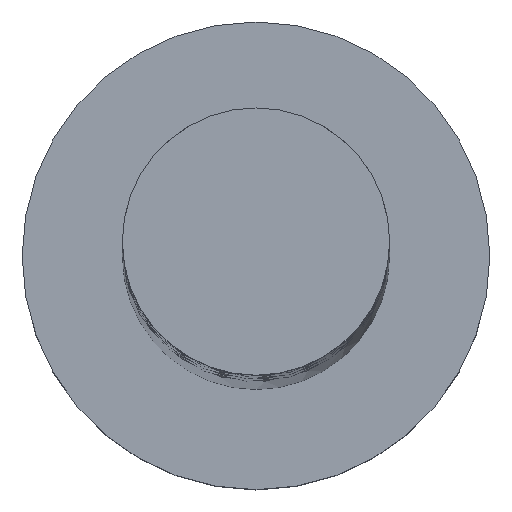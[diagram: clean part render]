
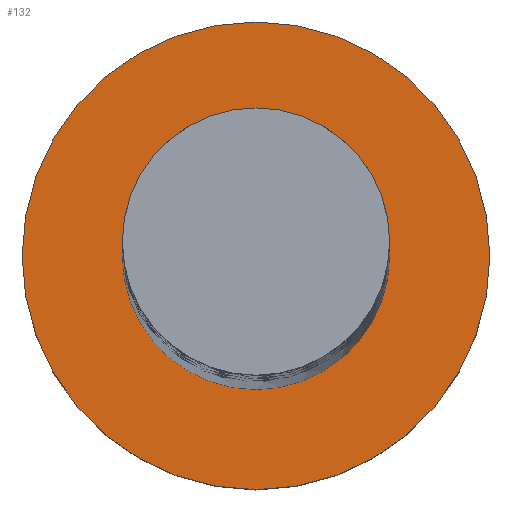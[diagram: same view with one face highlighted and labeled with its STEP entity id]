
A CAD part, top view. The second image highlights one B-rep face of the part: STEP entity #132.
In plain terms, the highlighted planar face has unit normal (0, 0, 1).
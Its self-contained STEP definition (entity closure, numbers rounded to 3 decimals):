
#3 = VERTEX_POINT ( 'NONE', #682 ) ;
#103 = CIRCLE ( 'NONE', #1749, 4. ) ;
#132 = ADVANCED_FACE ( 'NONE', ( #1534, #1839 ), #1808, .T. ) ;
#143 = ORIENTED_EDGE ( 'NONE', *, *, #863, .F. ) ;
#361 = AXIS2_PLACEMENT_3D ( 'NONE', #577, #1718, #568 ) ;
#379 = AXIS2_PLACEMENT_3D ( 'NONE', #382, #960, #820 ) ;
#382 = CARTESIAN_POINT ( 'NONE',  ( 0., 0., 5. ) ) ;
#396 = VERTEX_POINT ( 'NONE', #1216 ) ;
#500 = AXIS2_PLACEMENT_3D ( 'NONE', #1260, #1131, #859 ) ;
#504 = EDGE_CURVE ( 'NONE', #1326, #396, #103, .T. ) ;
#568 = DIRECTION ( 'NONE',  ( 1., 0., 0. ) ) ;
#577 = CARTESIAN_POINT ( 'NONE',  ( 0., 0., 5. ) ) ;
#585 = CIRCLE ( 'NONE', #379, 4. ) ;
#603 = EDGE_CURVE ( 'NONE', #1790, #3, #1255, .T. ) ;
#625 = CARTESIAN_POINT ( 'NONE',  ( -4., 0., 5. ) ) ;
#682 = CARTESIAN_POINT ( 'NONE',  ( -7., 0., 5. ) ) ;
#724 = DIRECTION ( 'NONE',  ( 1., 0., 0. ) ) ;
#732 = CIRCLE ( 'NONE', #1323, 7. ) ;
#780 = ORIENTED_EDGE ( 'NONE', *, *, #504, .F. ) ;
#820 = DIRECTION ( 'NONE',  ( 1., 0., 0. ) ) ;
#830 = EDGE_LOOP ( 'NONE', ( #780, #143 ) ) ;
#859 = DIRECTION ( 'NONE',  ( 1., 0., 0. ) ) ;
#863 = EDGE_CURVE ( 'NONE', #396, #1326, #585, .T. ) ;
#864 = CARTESIAN_POINT ( 'NONE',  ( 0., 0., 5. ) ) ;
#942 = ORIENTED_EDGE ( 'NONE', *, *, #603, .T. ) ;
#960 = DIRECTION ( 'NONE',  ( 0., 0., 1. ) ) ;
#990 = CARTESIAN_POINT ( 'NONE',  ( 7., 0., 5. ) ) ;
#1131 = DIRECTION ( 'NONE',  ( 0., 0., 1. ) ) ;
#1216 = CARTESIAN_POINT ( 'NONE',  ( 4., 0., 5. ) ) ;
#1255 = CIRCLE ( 'NONE', #500, 7. ) ;
#1260 = CARTESIAN_POINT ( 'NONE',  ( 0., 0., 5. ) ) ;
#1270 = CARTESIAN_POINT ( 'NONE',  ( 0., 0., 5. ) ) ;
#1323 = AXIS2_PLACEMENT_3D ( 'NONE', #864, #1544, #724 ) ;
#1326 = VERTEX_POINT ( 'NONE', #625 ) ;
#1343 = EDGE_LOOP ( 'NONE', ( #1821, #942 ) ) ;
#1534 = FACE_BOUND ( 'NONE', #830, .T. ) ;
#1544 = DIRECTION ( 'NONE',  ( 0., 0., 1. ) ) ;
#1570 = DIRECTION ( 'NONE',  ( 1., 0., 0. ) ) ;
#1687 = DIRECTION ( 'NONE',  ( 0., 0., 1. ) ) ;
#1696 = EDGE_CURVE ( 'NONE', #3, #1790, #732, .T. ) ;
#1718 = DIRECTION ( 'NONE',  ( 0., 0., 1. ) ) ;
#1749 = AXIS2_PLACEMENT_3D ( 'NONE', #1270, #1687, #1570 ) ;
#1790 = VERTEX_POINT ( 'NONE', #990 ) ;
#1808 = PLANE ( 'NONE',  #361 ) ;
#1821 = ORIENTED_EDGE ( 'NONE', *, *, #1696, .T. ) ;
#1839 = FACE_OUTER_BOUND ( 'NONE', #1343, .T. ) ;
